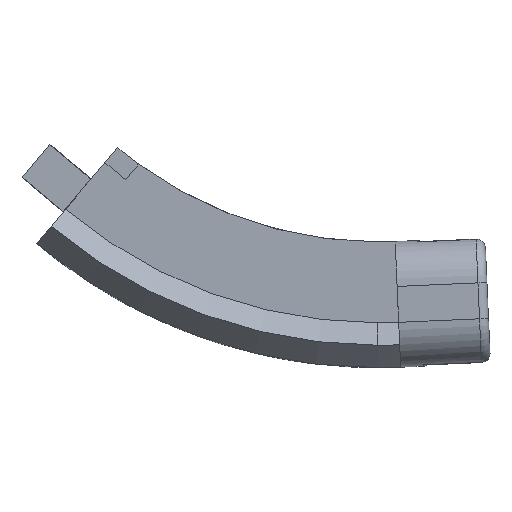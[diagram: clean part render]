
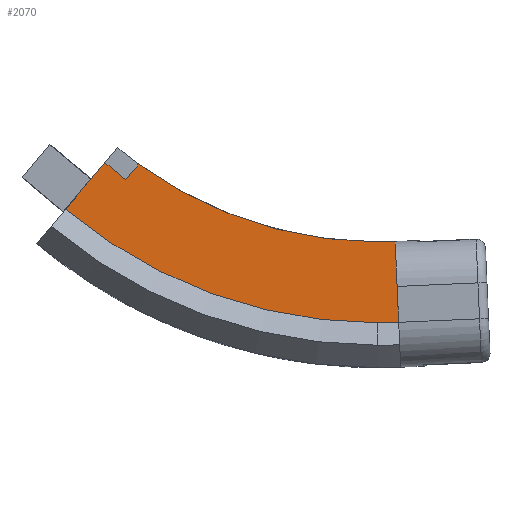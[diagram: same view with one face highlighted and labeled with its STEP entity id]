
A CAD part, front view. The second image highlights one B-rep face of the part: STEP entity #2070.
In plain terms, the highlighted planar face has unit normal (0, -1, 0).
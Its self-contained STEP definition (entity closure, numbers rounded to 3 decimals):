
#24 = CARTESIAN_POINT ( 'NONE',  ( -28.041, -5., -38.086 ) ) ;
#68 = AXIS2_PLACEMENT_3D ( 'NONE', #3773, #1972, #1018 ) ;
#72 = AXIS2_PLACEMENT_3D ( 'NONE', #1284, #1310, #2501 ) ;
#97 = LINE ( 'NONE', #2565, #905 ) ;
#99 = CARTESIAN_POINT ( 'NONE',  ( 1.447, -5., -33.146 ) ) ;
#109 = EDGE_CURVE ( 'NONE', #3147, #3527, #3469, .T. ) ;
#188 = ORIENTED_EDGE ( 'NONE', *, *, #3777, .T. ) ;
#263 = EDGE_CURVE ( 'NONE', #684, #1852, #3776, .T. ) ;
#381 = VECTOR ( 'NONE', #3140, 1000. ) ;
#413 = CARTESIAN_POINT ( 'NONE',  ( 0., -5., -45. ) ) ;
#414 = ORIENTED_EDGE ( 'NONE', *, *, #1991, .F. ) ;
#449 = ORIENTED_EDGE ( 'NONE', *, *, #263, .T. ) ;
#618 = DIRECTION ( 'NONE',  ( 0., 0., -1. ) ) ;
#651 = CARTESIAN_POINT ( 'NONE',  ( -30.34, -5., -36.157 ) ) ;
#684 = VERTEX_POINT ( 'NONE', #2662 ) ;
#725 = CARTESIAN_POINT ( 'NONE',  ( -28.925, -5., -34.472 ) ) ;
#783 = VERTEX_POINT ( 'NONE', #1496 ) ;
#860 = ORIENTED_EDGE ( 'NONE', *, *, #2686, .F. ) ;
#872 = CARTESIAN_POINT ( 'NONE',  ( 1.963, -5., -44.957 ) ) ;
#905 = VECTOR ( 'NONE', #2604, 1000. ) ;
#976 = CIRCLE ( 'NONE', #3343, 54. ) ;
#1013 = DIRECTION ( 'NONE',  ( 0., 0., -1. ) ) ;
#1018 = DIRECTION ( 'NONE',  ( 0., 0., -1. ) ) ;
#1031 = FACE_OUTER_BOUND ( 'NONE', #2040, .T. ) ;
#1036 = EDGE_CURVE ( 'NONE', #1828, #783, #1504, .T. ) ;
#1145 = CARTESIAN_POINT ( 'NONE',  ( -28.041, -5., -38.086 ) ) ;
#1194 = DIRECTION ( 'NONE',  ( 0., -1., 0. ) ) ;
#1284 = CARTESIAN_POINT ( 'NONE',  ( 0., -5., 0. ) ) ;
#1301 = CIRCLE ( 'NONE', #68, 54. ) ;
#1304 = CIRCLE ( 'NONE', #72, 45. ) ;
#1310 = DIRECTION ( 'NONE',  ( 0., -1., 0. ) ) ;
#1311 = DIRECTION ( 'NONE',  ( 0., -1., 0. ) ) ;
#1451 = VERTEX_POINT ( 'NONE', #1145 ) ;
#1496 = CARTESIAN_POINT ( 'NONE',  ( -34.711, -5., -41.366 ) ) ;
#1504 = LINE ( 'NONE', #3616, #1858 ) ;
#1632 = EDGE_CURVE ( 'NONE', #3957, #684, #1301, .T. ) ;
#1663 = DIRECTION ( 'NONE',  ( 0., 0., -1. ) ) ;
#1817 = AXIS2_PLACEMENT_3D ( 'NONE', #725, #1951, #1663 ) ;
#1828 = VERTEX_POINT ( 'NONE', #651 ) ;
#1834 = ORIENTED_EDGE ( 'NONE', *, *, #3174, .T. ) ;
#1852 = VERTEX_POINT ( 'NONE', #872 ) ;
#1858 = VECTOR ( 'NONE', #3350, 1000. ) ;
#1934 = ORIENTED_EDGE ( 'NONE', *, *, #1632, .T. ) ;
#1951 = DIRECTION ( 'NONE',  ( 0., -1., 0. ) ) ;
#1972 = DIRECTION ( 'NONE',  ( 0., -1., 0. ) ) ;
#1991 = EDGE_CURVE ( 'NONE', #3527, #1852, #1304, .T. ) ;
#2040 = EDGE_LOOP ( 'NONE', ( #1834, #1934, #449, #414, #2842, #860, #188, #3581 ) ) ;
#2070 = ADVANCED_FACE ( 'NONE', ( #1031 ), #3480, .T. ) ;
#2124 = CARTESIAN_POINT ( 'NONE',  ( 0., -5., 0. ) ) ;
#2243 = LINE ( 'NONE', #24, #2807 ) ;
#2250 = AXIS2_PLACEMENT_3D ( 'NONE', #2124, #1194, #618 ) ;
#2501 = DIRECTION ( 'NONE',  ( 0., 0., -1. ) ) ;
#2523 = CARTESIAN_POINT ( 'NONE',  ( -26.563, -5., -36.324 ) ) ;
#2565 = CARTESIAN_POINT ( 'NONE',  ( 2.455, -5., -1.742 ) ) ;
#2604 = DIRECTION ( 'NONE',  ( 0.643, 0., 0.766 ) ) ;
#2662 = CARTESIAN_POINT ( 'NONE',  ( 2.355, -5., -53.949 ) ) ;
#2686 = EDGE_CURVE ( 'NONE', #1451, #3147, #97, .T. ) ;
#2807 = VECTOR ( 'NONE', #3144, 1000. ) ;
#2842 = ORIENTED_EDGE ( 'NONE', *, *, #109, .F. ) ;
#2940 = CARTESIAN_POINT ( 'NONE',  ( 0., -5., -54. ) ) ;
#3140 = DIRECTION ( 'NONE',  ( -0.044, 0., 0.999 ) ) ;
#3144 = DIRECTION ( 'NONE',  ( -0.766, 0., 0.643 ) ) ;
#3147 = VERTEX_POINT ( 'NONE', #2523 ) ;
#3174 = EDGE_CURVE ( 'NONE', #783, #3957, #976, .T. ) ;
#3343 = AXIS2_PLACEMENT_3D ( 'NONE', #3437, #1311, #1013 ) ;
#3350 = DIRECTION ( 'NONE',  ( -0.643, 0., -0.766 ) ) ;
#3437 = CARTESIAN_POINT ( 'NONE',  ( 0., -5., 0. ) ) ;
#3469 = CIRCLE ( 'NONE', #2250, 45. ) ;
#3480 = PLANE ( 'NONE',  #1817 ) ;
#3527 = VERTEX_POINT ( 'NONE', #413 ) ;
#3581 = ORIENTED_EDGE ( 'NONE', *, *, #1036, .T. ) ;
#3616 = CARTESIAN_POINT ( 'NONE',  ( -28.925, -5., -34.472 ) ) ;
#3773 = CARTESIAN_POINT ( 'NONE',  ( 0., -5., 0. ) ) ;
#3776 = LINE ( 'NONE', #99, #381 ) ;
#3777 = EDGE_CURVE ( 'NONE', #1451, #1828, #2243, .T. ) ;
#3957 = VERTEX_POINT ( 'NONE', #2940 ) ;
